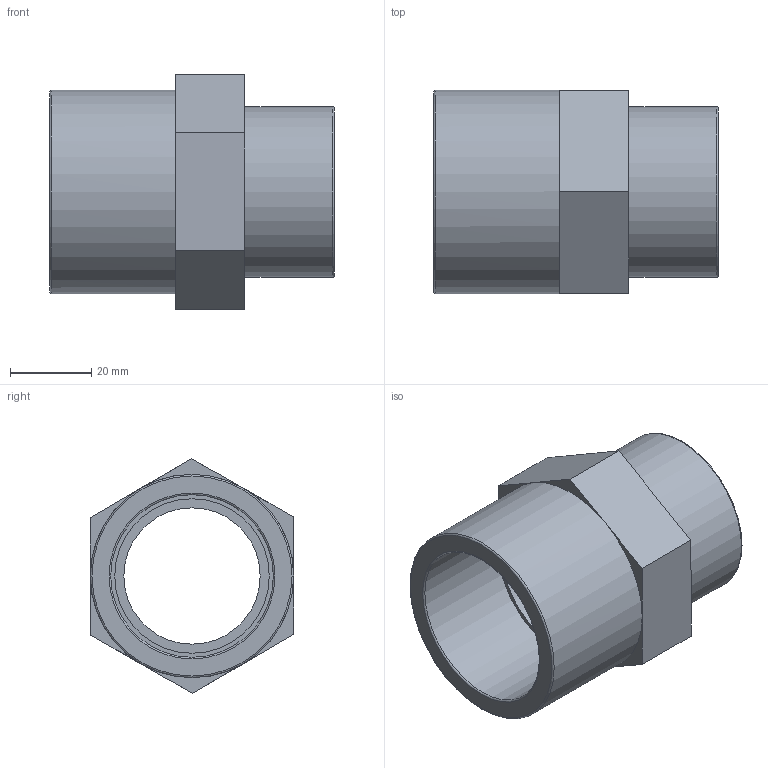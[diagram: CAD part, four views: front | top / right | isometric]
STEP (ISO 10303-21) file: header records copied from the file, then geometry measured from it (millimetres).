
FILE_DESCRIPTION(/* description */ ('PLASSON SOCKET NIPPLE THR-CE 50(40)-1.1/4"'),/* implementation_level */ '2;1');
FILE_NAME(/* name */ '052102040013.ipt.stp',/* time_stamp */ '2017-12-07T16:01:54+02:00',/* author */ ('KIM'),/* organization */ (''),/* preprocessor_version */ 'ST-DEVELOPER v15.6',/* originating_system */ 'Autodesk Inventor 2015',/* authorisation */ '');
FILE_SCHEMA (('AUTOMOTIVE_DESIGN { 1 0 10303 214 3 1 1 }'));
Length unit declared in the file: millimetre
Products named in the file (1): 052102040013
Bounding box: 70 x 50.1 x 57.73 mm (x, y, z)
Volume: 52064.6 mm3; surface area: 21334.8 mm2
Topology: 1 solids, 1 shells, 26 faces, 53 edges, 32 vertices
Faces by surface type: plane 17, cylinder 5, torus 4
Full cylindrical faces by diameter (mm): 33.528 x1, 38 x1, 40 x1, 41.91 x1, 50 x1
Entity records: 650 total; most frequent: DIRECTION 116, CARTESIAN_POINT 101, ORIENTED_EDGE 86, AXIS2_PLACEMENT_3D 46, EDGE_CURVE 43, EDGE_LOOP 40, VERTEX_POINT 31, FACE_OUTER_BOUND 26
